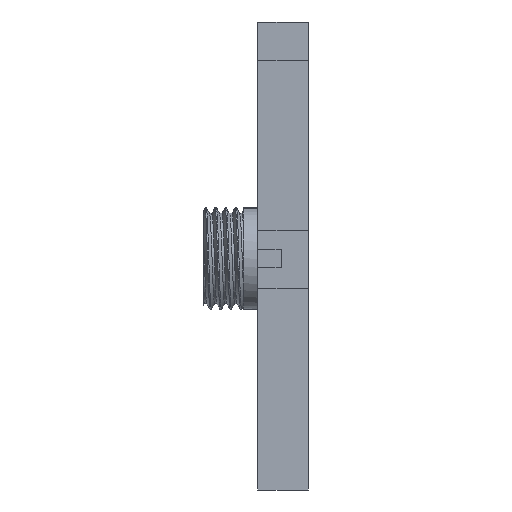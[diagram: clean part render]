
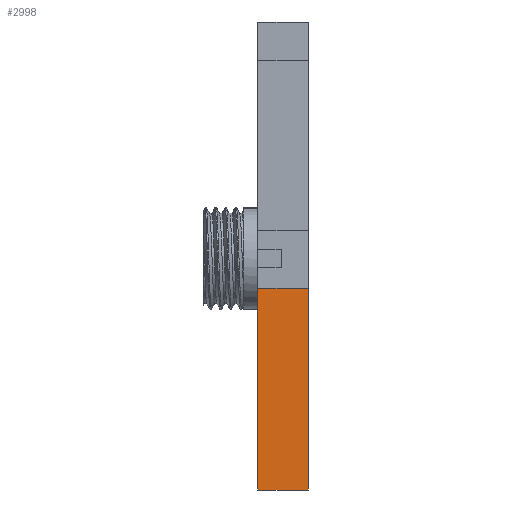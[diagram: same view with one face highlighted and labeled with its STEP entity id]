
A CAD part, left-side view. The second image highlights one B-rep face of the part: STEP entity #2998.
In plain terms, the highlighted planar face has unit normal (-1, 0, 0).
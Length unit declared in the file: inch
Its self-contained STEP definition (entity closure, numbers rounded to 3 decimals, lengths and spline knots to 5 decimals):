
#144=PLANE('',#3213);
#301=FACE_OUTER_BOUND('',#474,.T.);
#474=EDGE_LOOP('',(#2657,#2658,#2659,#2660));
#868=LINE('',#7068,#1192);
#869=LINE('',#7071,#1193);
#870=LINE('',#7073,#1194);
#871=LINE('',#7074,#1195);
#1192=VECTOR('',#3894,0.3937);
#1193=VECTOR('',#3897,0.3937);
#1194=VECTOR('',#3898,0.3937);
#1195=VECTOR('',#3899,0.3937);
#1501=VERTEX_POINT('',#7064);
#1502=VERTEX_POINT('',#7066);
#1503=VERTEX_POINT('',#7070);
#1504=VERTEX_POINT('',#7072);
#1912=EDGE_CURVE('',#1501,#1502,#868,.T.);
#1913=EDGE_CURVE('',#1503,#1501,#869,.T.);
#1914=EDGE_CURVE('',#1504,#1502,#870,.T.);
#1915=EDGE_CURVE('',#1503,#1504,#871,.T.);
#2657=ORIENTED_EDGE('',*,*,#1913,.T.);
#2658=ORIENTED_EDGE('',*,*,#1912,.T.);
#2659=ORIENTED_EDGE('',*,*,#1914,.F.);
#2660=ORIENTED_EDGE('',*,*,#1915,.F.);
#2998=ADVANCED_FACE('',(#301),#144,.T.);
#3213=AXIS2_PLACEMENT_3D('',#7069,#3895,#3896);
#3894=DIRECTION('',(0.,1.,0.));
#3895=DIRECTION('center_axis',(-1.,0.,0.));
#3896=DIRECTION('ref_axis',(0.,0.,1.));
#3897=DIRECTION('',(0.,0.,1.));
#3898=DIRECTION('',(0.,0.,1.));
#3899=DIRECTION('',(0.,1.,0.));
#7064=CARTESIAN_POINT('',(-2.52,-0.311,-0.52513));
#7066=CARTESIAN_POINT('',(-2.52,-0.031,-0.52513));
#7068=CARTESIAN_POINT('',(-2.52,-0.311,-0.52513));
#7069=CARTESIAN_POINT('Origin',(-2.52,-0.311,-1.63809));
#7070=CARTESIAN_POINT('',(-2.52,-0.311,-1.63809));
#7071=CARTESIAN_POINT('',(-2.52,-0.311,-1.01013));
#7072=CARTESIAN_POINT('',(-2.52,-0.031,-1.63809));
#7073=CARTESIAN_POINT('',(-2.52,-0.031,-1.01013));
#7074=CARTESIAN_POINT('',(-2.52,-0.311,-1.63809));
